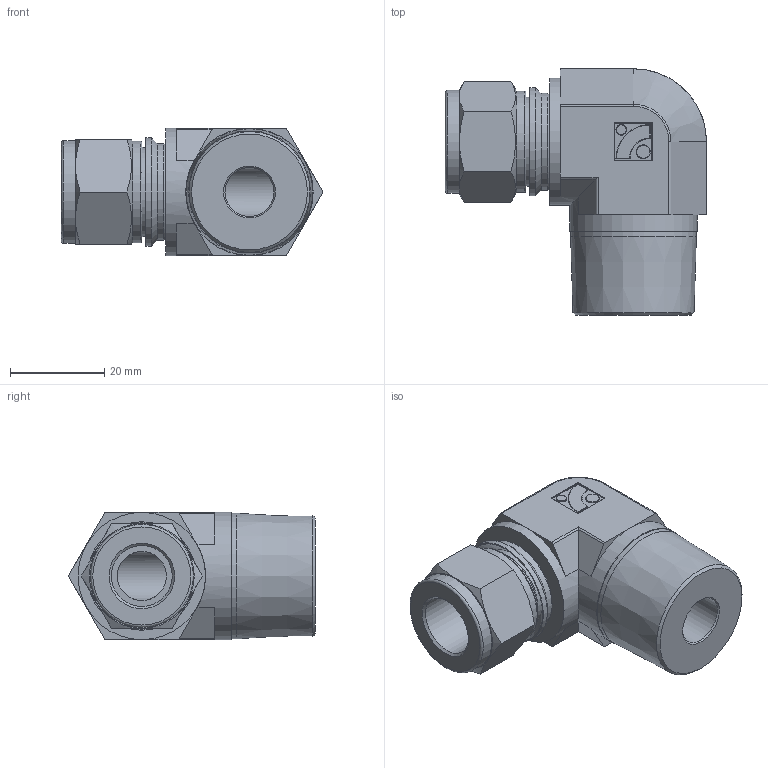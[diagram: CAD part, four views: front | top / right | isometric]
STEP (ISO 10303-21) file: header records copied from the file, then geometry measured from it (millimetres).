
FILE_DESCRIPTION(/* description */ (''),/* implementation_level */ '2;1');
FILE_NAME(/* name */ 'SMEI-8-12N.stp',/* time_stamp */ '2022-05-16T15:26:32+09:00',/* author */ ('user'),/* organization */ (''),/* preprocessor_version */ 'ST-DEVELOPER v18.1',/* originating_system */ 'Autodesk Inventor 2022',/* authorisation */ '');
FILE_SCHEMA (('AUTOMOTIVE_DESIGN { 1 0 10303 214 3 1 1 }'));
Length unit declared in the file: millimetre
Products named in the file (1): SME-8-12N
Bounding box: 55.41 x 52.31 x 27 mm (x, y, z)
Volume: 32571.6 mm3; surface area: 10837.6 mm2
Topology: 1 solids, 1 shells, 140 faces, 313 edges, 179 vertices
Faces by surface type: cylinder 47, plane 46, torus 21, cone 18, sphere 8
Full cylindrical faces by diameter (mm): 2.16 x1, 2.88 x1, 10.41 x2, 12.9 x1, 17.2 x1, 17.7 x1, 18.9 x1, 20.6 x1, 21.5 x1, 21.8 x1, 23 x1, 26.67 x1, 27 x2
Entity records: 3841 total; most frequent: DIRECTION 729, CARTESIAN_POINT 661, ORIENTED_EDGE 610, EDGE_CURVE 305, AXIS2_PLACEMENT_3D 301, VERTEX_POINT 179, CIRCLE 155, EDGE_LOOP 154
